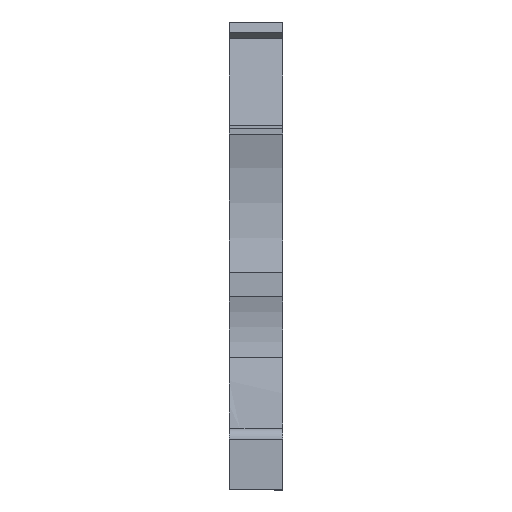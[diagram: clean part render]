
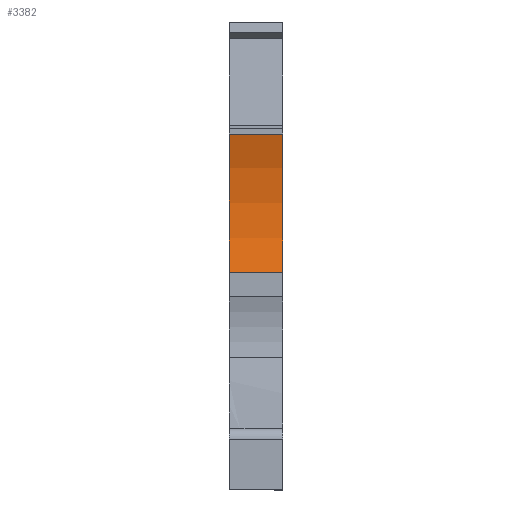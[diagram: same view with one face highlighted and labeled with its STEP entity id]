
A CAD part, front view. The second image highlights one B-rep face of the part: STEP entity #3382.
In plain terms, the highlighted cylindrical face has radius 15 mm (diameter 30 mm), a partial arc.
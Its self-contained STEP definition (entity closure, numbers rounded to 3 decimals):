
#281=CIRCLE('',#3557,15.);
#282=CIRCLE('',#3558,15.);
#337=CYLINDRICAL_SURFACE('',#3556,15.);
#371=VERTEX_POINT('',#4542);
#372=VERTEX_POINT('',#4544);
#377=VERTEX_POINT('',#4557);
#378=VERTEX_POINT('',#4559);
#704=VECTOR('',#3793,1.);
#710=VECTOR('',#3804,1.);
#1113=LINE('',#4543,#704);
#1119=LINE('',#4558,#710);
#1522=EDGE_CURVE('',#371,#372,#1113,.T.);
#1528=EDGE_CURVE('',#377,#371,#281,.T.);
#1529=EDGE_CURVE('',#377,#378,#1119,.T.);
#1530=EDGE_CURVE('',#378,#372,#282,.T.);
#2030=ORIENTED_EDGE('',*,*,#1522,.F.);
#2031=ORIENTED_EDGE('',*,*,#1528,.F.);
#2032=ORIENTED_EDGE('',*,*,#1529,.T.);
#2033=ORIENTED_EDGE('',*,*,#1530,.T.);
#3028=EDGE_LOOP('',(#2030,#2031,#2032,#2033));
#3205=FACE_BOUND('',#3028,.T.);
#3382=ADVANCED_FACE('',(#3205),#337,.F.);
#3556=AXIS2_PLACEMENT_3D('',#4555,#3800,#3801);
#3557=AXIS2_PLACEMENT_3D('',#4556,#3802,#3803);
#3558=AXIS2_PLACEMENT_3D('',#4560,#3805,#3806);
#3793=DIRECTION('',(0.,0.,1.));
#3800=DIRECTION('',(0.,0.,1.));
#3801=DIRECTION('',(14.888,1.828,0.));
#3802=DIRECTION('',(0.,0.,1.));
#3803=DIRECTION('',(15.,0.,0.));
#3804=DIRECTION('',(0.,0.,1.));
#3805=DIRECTION('',(0.,0.,1.));
#3806=DIRECTION('',(15.,0.,0.));
#4542=CARTESIAN_POINT('',(5.863,16.161,-3.5));
#4543=CARTESIAN_POINT('',(5.863,16.161,0.));
#4544=CARTESIAN_POINT('',(5.863,16.161,0.));
#4555=CARTESIAN_POINT('',(-7.791,9.95,0.));
#4556=CARTESIAN_POINT('',(-7.791,9.95,-3.5));
#4557=CARTESIAN_POINT('',(6.96,7.228,-3.5));
#4558=CARTESIAN_POINT('',(6.96,7.228,0.));
#4559=CARTESIAN_POINT('',(6.96,7.228,0.));
#4560=CARTESIAN_POINT('',(-7.791,9.95,0.));
